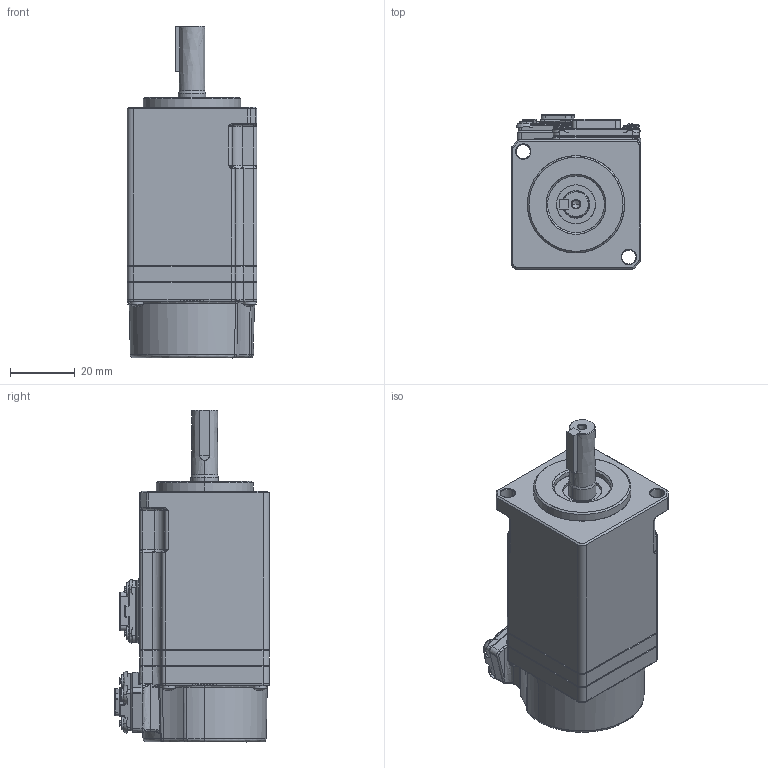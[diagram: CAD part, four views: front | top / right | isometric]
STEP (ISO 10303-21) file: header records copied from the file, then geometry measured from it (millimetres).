
FILE_DESCRIPTION(('FreeCAD Model'),'2;1');
FILE_NAME('Open CASCADE Shape Model','2025-04-25T19:26:21',('FreeCAD'),( 'FreeCAD'),'Open CASCADE STEP processor 7.6','FreeCAD','Unknown');
FILE_SCHEMA(('AUTOMOTIVE_DESIGN { 1 0 10303 214 1 1 1 1 }'));
Products named in the file (1): Open CASCADE STEP translator 7.6 1
Bounding box: 40 x 47.8 x 102.4 mm (x, y, z)
Surface area: 26031.4 mm2 (no closed solid volume)
Topology: 0 solids, 1357 shells, 1357 faces, 10411 edges, 10336 vertices
Faces by surface type: bspline 698, revolution 659
Entity records: 109271 total; most frequent: CARTESIAN_POINT 45574, ORIENTED_EDGE 10339, EDGE_CURVE 10339, VERTEX_POINT 10339, DIRECTION 8186, B_SPLINE_CURVE_WITH_KNOTS 5375, LINE 2887, VECTOR 2887
